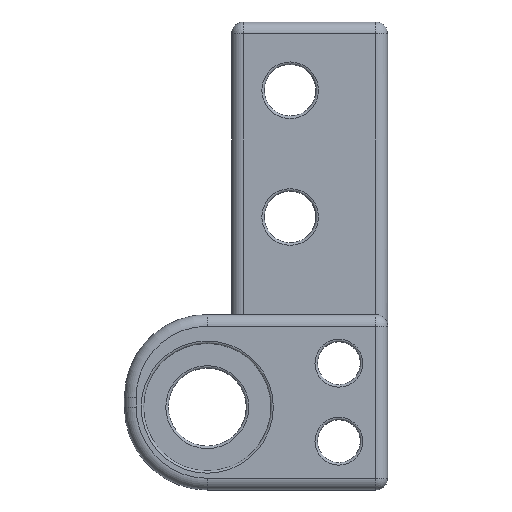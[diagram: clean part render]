
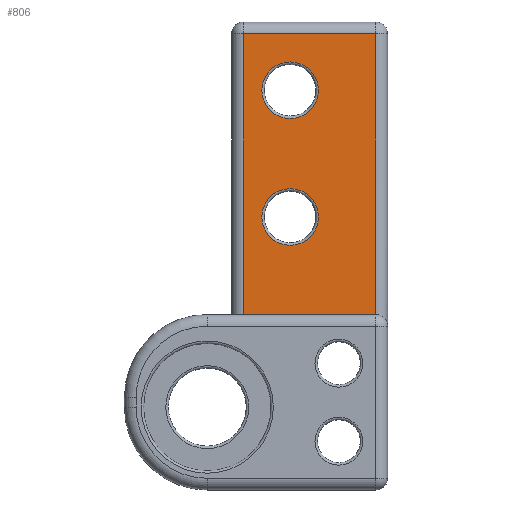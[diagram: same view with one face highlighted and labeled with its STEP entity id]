
A CAD part, left-side view. The second image highlights one B-rep face of the part: STEP entity #806.
In plain terms, the highlighted planar face has unit normal (-1, 0, 0).
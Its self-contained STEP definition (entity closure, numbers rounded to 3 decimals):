
#34=FACE_BOUND('',#298,.T.);
#35=FACE_BOUND('',#299,.T.);
#49=PLANE('',#922);
#72=LINE('',#1243,#112);
#78=LINE('',#1269,#118);
#95=LINE('',#1336,#135);
#107=LINE('',#1423,#147);
#112=VECTOR('',#965,28.8);
#118=VECTOR('',#995,13.6);
#135=VECTOR('',#1074,28.8);
#147=VECTOR('',#1186,13.6);
#221=FACE_OUTER_BOUND('',#297,.T.);
#297=EDGE_LOOP('',(#718,#719,#720,#721));
#298=EDGE_LOOP('',(#722));
#299=EDGE_LOOP('',(#723));
#371=CIRCLE('',#921,2.9);
#372=CIRCLE('',#923,2.9);
#382=VERTEX_POINT('',#1231);
#385=VERTEX_POINT('',#1241);
#392=VERTEX_POINT('',#1260);
#403=VERTEX_POINT('',#1299);
#437=VERTEX_POINT('',#1420);
#438=VERTEX_POINT('',#1424);
#453=EDGE_CURVE('',#385,#382,#72,.T.);
#466=EDGE_CURVE('',#382,#392,#78,.T.);
#501=EDGE_CURVE('',#392,#403,#95,.T.);
#537=EDGE_CURVE('',#437,#437,#371,.T.);
#538=EDGE_CURVE('',#385,#403,#107,.T.);
#539=EDGE_CURVE('',#438,#438,#372,.T.);
#718=ORIENTED_EDGE('',*,*,#453,.F.);
#719=ORIENTED_EDGE('',*,*,#538,.T.);
#720=ORIENTED_EDGE('',*,*,#501,.F.);
#721=ORIENTED_EDGE('',*,*,#466,.F.);
#722=ORIENTED_EDGE('',*,*,#539,.F.);
#723=ORIENTED_EDGE('',*,*,#537,.F.);
#806=ADVANCED_FACE('',(#221,#34,#35),#49,.F.);
#921=AXIS2_PLACEMENT_3D('',#1421,#1182,#1183);
#922=AXIS2_PLACEMENT_3D('',#1422,#1184,#1185);
#923=AXIS2_PLACEMENT_3D('',#1425,#1187,#1188);
#965=DIRECTION('',(0.,0.,1.));
#995=DIRECTION('',(0.,-1.,0.));
#1074=DIRECTION('',(0.,0.,-1.));
#1182=DIRECTION('center_axis',(-1.,0.,0.));
#1183=DIRECTION('ref_axis',(0.,0.,-1.));
#1184=DIRECTION('center_axis',(1.,0.,0.));
#1185=DIRECTION('ref_axis',(0.,0.,-1.));
#1186=DIRECTION('',(0.,-1.,0.));
#1187=DIRECTION('center_axis',(-1.,0.,0.));
#1188=DIRECTION('ref_axis',(0.,0.,-1.));
#1231=CARTESIAN_POINT('',(-3.25,14.8,28.8));
#1241=CARTESIAN_POINT('',(-3.25,14.8,0.));
#1243=CARTESIAN_POINT('',(-3.25,14.8,22.5));
#1260=CARTESIAN_POINT('',(-3.25,1.2,28.8));
#1269=CARTESIAN_POINT('',(-3.25,4.,28.8));
#1299=CARTESIAN_POINT('',(-3.25,1.2,0.));
#1336=CARTESIAN_POINT('',(-3.25,1.2,7.5));
#1420=CARTESIAN_POINT('',(-3.25,10.,25.9));
#1421=CARTESIAN_POINT('Origin',(-3.25,10.,23.));
#1422=CARTESIAN_POINT('Origin',(-3.25,8.,15.));
#1423=CARTESIAN_POINT('',(-3.25,16.,0.));
#1424=CARTESIAN_POINT('',(-3.25,10.,12.9));
#1425=CARTESIAN_POINT('Origin',(-3.25,10.,10.));
